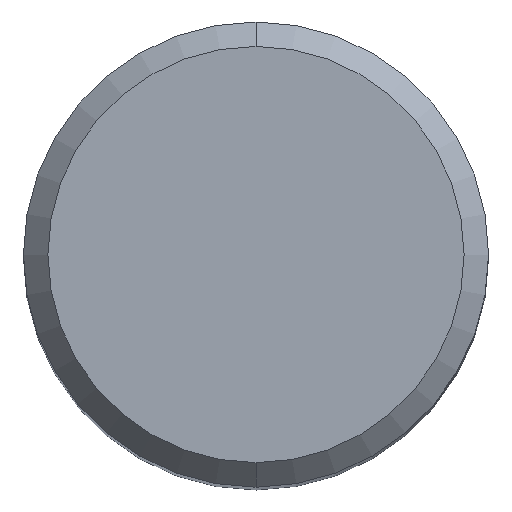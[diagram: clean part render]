
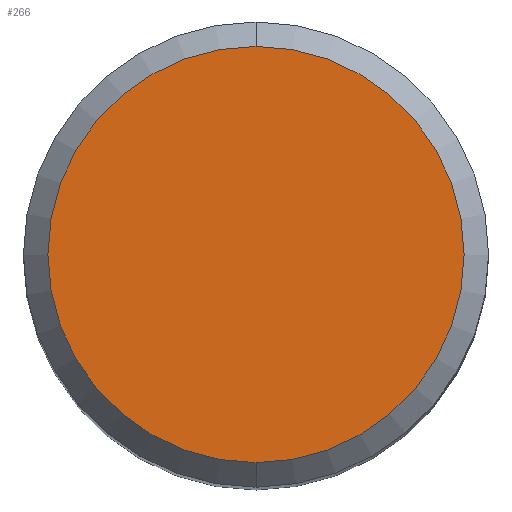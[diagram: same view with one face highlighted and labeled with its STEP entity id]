
A CAD part, top view. The second image highlights one B-rep face of the part: STEP entity #266.
In plain terms, the highlighted planar face has unit normal (0, 0, 1).
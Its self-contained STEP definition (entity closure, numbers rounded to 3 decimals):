
#184=EDGE_CURVE('',#340,#414,#489,.T.);
#262=EDGE_CURVE('',#414,#340,#573,.T.);
#266=ADVANCED_FACE('',(#577),#578,.T.);
#340=VERTEX_POINT('',#662);
#414=VERTEX_POINT('',#742);
#489=CIRCLE('',#813,8.5);
#573=CIRCLE('',#980,8.5);
#577=FACE_OUTER_BOUND('',#986,.T.);
#578=PLANE('',#987);
#662=CARTESIAN_POINT('',(0.0,8.5,0.0));
#742=CARTESIAN_POINT('',(0.,-8.5,0.0));
#813=AXIS2_PLACEMENT_3D('',#1587,#1588,#1589);
#980=AXIS2_PLACEMENT_3D('',#1672,#1673,#1674);
#986=EDGE_LOOP('',(#1677,#1678));
#987=AXIS2_PLACEMENT_3D('',#1679,#1680,#1681);
#1587=CARTESIAN_POINT('',(0.0,0.0,0.0));
#1588=DIRECTION('',(0.0,0.0,-1.0));
#1589=DIRECTION('',(0.0,1.0,0.0));
#1672=CARTESIAN_POINT('',(0.0,0.0,0.0));
#1673=DIRECTION('',(0.0,0.0,-1.0));
#1674=DIRECTION('',(0.0,1.0,0.0));
#1677=ORIENTED_EDGE('',*,*,#184,.F.);
#1678=ORIENTED_EDGE('',*,*,#262,.F.);
#1679=CARTESIAN_POINT('',(0.0,4.25,0.0));
#1680=DIRECTION('',(-0.0,0.0,1.0));
#1681=DIRECTION('',(0.0,-1.0,0.0));
